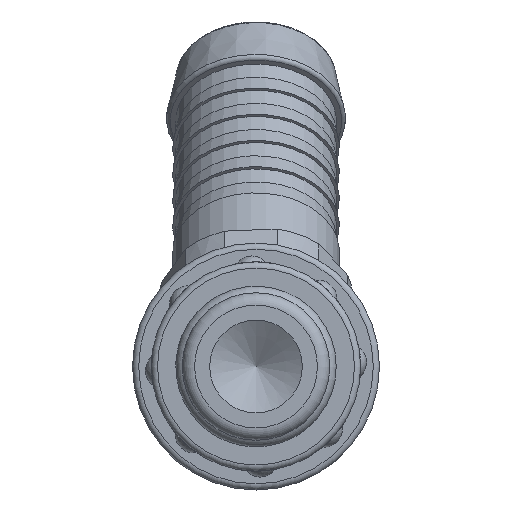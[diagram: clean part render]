
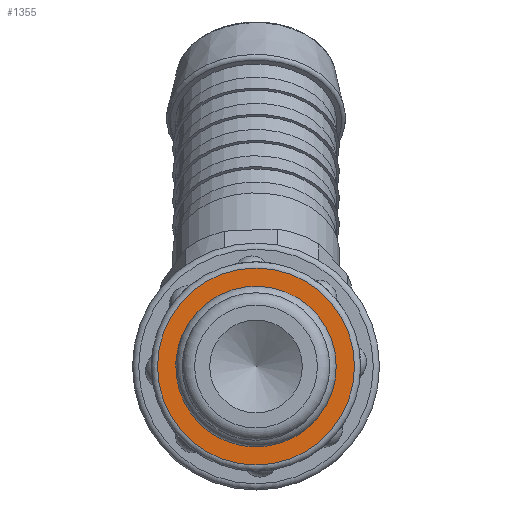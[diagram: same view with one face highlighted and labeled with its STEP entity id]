
A CAD part, left-side view. The second image highlights one B-rep face of the part: STEP entity #1355.
In plain terms, the highlighted planar face has unit normal (-1, 0, 0).
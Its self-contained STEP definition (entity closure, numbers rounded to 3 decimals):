
#84=FACE_BOUND('',#304,.T.);
#111=PLANE('',#1544);
#198=FACE_OUTER_BOUND('',#303,.T.);
#303=EDGE_LOOP('',(#1116));
#304=EDGE_LOOP('',(#1117));
#495=CIRCLE('',#1486,5.975);
#525=CIRCLE('',#1530,7.975);
#603=VERTEX_POINT('',#2192);
#627=VERTEX_POINT('',#2265);
#753=EDGE_CURVE('',#603,#603,#495,.T.);
#788=EDGE_CURVE('',#627,#627,#525,.T.);
#1116=ORIENTED_EDGE('',*,*,#788,.F.);
#1117=ORIENTED_EDGE('',*,*,#753,.F.);
#1355=ADVANCED_FACE('',(#198,#84),#111,.T.);
#1486=AXIS2_PLACEMENT_3D('',#2193,#1800,#1801);
#1530=AXIS2_PLACEMENT_3D('',#2266,#1893,#1894);
#1544=AXIS2_PLACEMENT_3D('',#2579,#1924,#1925);
#1800=DIRECTION('center_axis',(-1.,0.,0.));
#1801=DIRECTION('ref_axis',(0.,1.,0.));
#1893=DIRECTION('center_axis',(1.,0.,0.));
#1894=DIRECTION('ref_axis',(0.,0.,
-1.));
#1924=DIRECTION('center_axis',(-1.,0.,0.));
#1925=DIRECTION('ref_axis',(0.,-1.,0.));
#2192=CARTESIAN_POINT('',(8.575,-5.975,0.));
#2193=CARTESIAN_POINT('Origin',(8.575,0.,0.));
#2265=CARTESIAN_POINT('',(8.575,7.975,0.));
#2266=CARTESIAN_POINT('Origin',(8.575,0.,0.));
#2579=CARTESIAN_POINT('Origin',(8.575,0.,
6.75));
